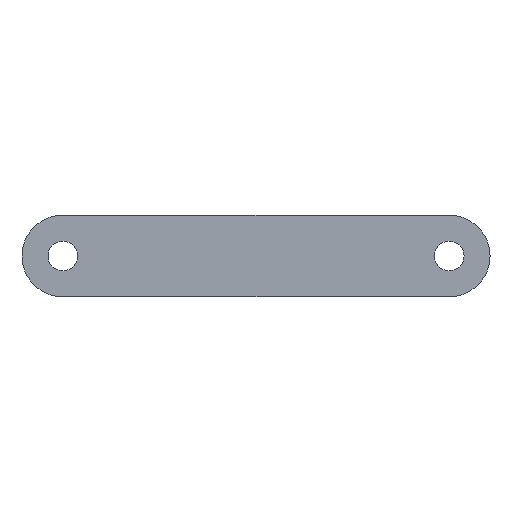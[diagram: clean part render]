
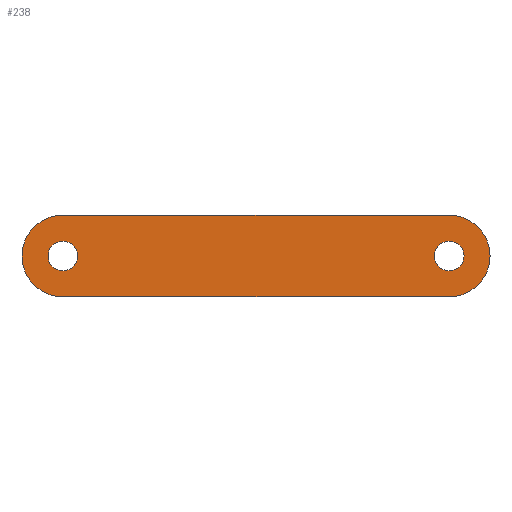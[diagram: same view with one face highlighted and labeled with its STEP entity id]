
A CAD part, top view. The second image highlights one B-rep face of the part: STEP entity #238.
In plain terms, the highlighted planar face has unit normal (0, 0, 1).
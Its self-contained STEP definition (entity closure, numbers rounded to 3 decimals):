
#1 = DIRECTION ( 'NONE',  ( 0., 0., 1. ) ) ;
#5 = CIRCLE ( 'NONE', #227, 2. ) ;
#7 = CARTESIAN_POINT ( 'NONE',  ( 52., 0., 1. ) ) ;
#10 = VERTEX_POINT ( 'NONE', #418 ) ;
#16 = CIRCLE ( 'NONE', #160, 2. ) ;
#20 = ORIENTED_EDGE ( 'NONE', *, *, #263, .F. ) ;
#29 = DIRECTION ( 'NONE',  ( 1., 0., 0. ) ) ;
#32 = ORIENTED_EDGE ( 'NONE', *, *, #346, .T. ) ;
#33 = DIRECTION ( 'NONE',  ( 1., 0., 0. ) ) ;
#56 = ORIENTED_EDGE ( 'NONE', *, *, #107, .F. ) ;
#64 = DIRECTION ( 'NONE',  ( 1., 0., 0. ) ) ;
#74 = EDGE_CURVE ( 'NONE', #219, #251, #416, .T. ) ;
#75 = CARTESIAN_POINT ( 'NONE',  ( 52., 0., 1. ) ) ;
#76 = FACE_BOUND ( 'NONE', #254, .T. ) ;
#86 = CARTESIAN_POINT ( 'NONE',  ( 0., 5.5, 1. ) ) ;
#98 = AXIS2_PLACEMENT_3D ( 'NONE', #424, #231, #29 ) ;
#102 = CIRCLE ( 'NONE', #188, 5.5 ) ;
#107 = EDGE_CURVE ( 'NONE', #337, #331, #5, .T. ) ;
#109 = CARTESIAN_POINT ( 'NONE',  ( 0., 0., 1. ) ) ;
#111 = DIRECTION ( 'NONE',  ( 1., 0., 0. ) ) ;
#121 = EDGE_LOOP ( 'NONE', ( #330, #186, #177, #32, #207 ) ) ;
#129 = DIRECTION ( 'NONE',  ( 1., 0., 0. ) ) ;
#134 = DIRECTION ( 'NONE',  ( 1., 0., 0. ) ) ;
#144 = CARTESIAN_POINT ( 'NONE',  ( 54., 0., 1. ) ) ;
#147 = VERTEX_POINT ( 'NONE', #327 ) ;
#159 = CIRCLE ( 'NONE', #197, 2. ) ;
#160 = AXIS2_PLACEMENT_3D ( 'NONE', #75, #373, #111 ) ;
#169 = EDGE_CURVE ( 'NONE', #359, #396, #403, .T. ) ;
#173 = CARTESIAN_POINT ( 'NONE',  ( 52., 5.5, 1. ) ) ;
#174 = EDGE_CURVE ( 'NONE', #396, #147, #423, .T. ) ;
#175 = PLANE ( 'NONE',  #314 ) ;
#177 = ORIENTED_EDGE ( 'NONE', *, *, #174, .T. ) ;
#186 = ORIENTED_EDGE ( 'NONE', *, *, #169, .T. ) ;
#188 = AXIS2_PLACEMENT_3D ( 'NONE', #246, #241, #304 ) ;
#190 = EDGE_CURVE ( 'NONE', #255, #10, #159, .T. ) ;
#192 = VECTOR ( 'NONE', #195, 1000. ) ;
#195 = DIRECTION ( 'NONE',  ( -1., 0., 0. ) ) ;
#197 = AXIS2_PLACEMENT_3D ( 'NONE', #326, #203, #134 ) ;
#203 = DIRECTION ( 'NONE',  ( 0., 0., 1. ) ) ;
#207 = ORIENTED_EDGE ( 'NONE', *, *, #74, .T. ) ;
#210 = ORIENTED_EDGE ( 'NONE', *, *, #190, .F. ) ;
#212 = CARTESIAN_POINT ( 'NONE',  ( 50., 0., 1. ) ) ;
#213 = DIRECTION ( 'NONE',  ( 1., 0., 0. ) ) ;
#219 = VERTEX_POINT ( 'NONE', #173 ) ;
#227 = AXIS2_PLACEMENT_3D ( 'NONE', #236, #1, #129 ) ;
#231 = DIRECTION ( 'NONE',  ( 0., 0., 1. ) ) ;
#232 = AXIS2_PLACEMENT_3D ( 'NONE', #7, #328, #306 ) ;
#236 = CARTESIAN_POINT ( 'NONE',  ( 52., 0., 1. ) ) ;
#238 = ADVANCED_FACE ( 'NONE', ( #357, #335, #76 ), #175, .T. ) ;
#239 = DIRECTION ( 'NONE',  ( 0., 0., 1. ) ) ;
#241 = DIRECTION ( 'NONE',  ( 0., 0., 1. ) ) ;
#246 = CARTESIAN_POINT ( 'NONE',  ( 0., 0., 1. ) ) ;
#251 = VERTEX_POINT ( 'NONE', #302 ) ;
#254 = EDGE_LOOP ( 'NONE', ( #405, #210 ) ) ;
#255 = VERTEX_POINT ( 'NONE', #361 ) ;
#263 = EDGE_CURVE ( 'NONE', #331, #337, #16, .T. ) ;
#265 = CARTESIAN_POINT ( 'NONE',  ( 52., -5.5, 1. ) ) ;
#273 = CIRCLE ( 'NONE', #421, 2. ) ;
#275 = EDGE_LOOP ( 'NONE', ( #20, #56 ) ) ;
#279 = EDGE_CURVE ( 'NONE', #251, #359, #102, .T. ) ;
#294 = VECTOR ( 'NONE', #64, 1000. ) ;
#302 = CARTESIAN_POINT ( 'NONE',  ( 0., 5.5, 1. ) ) ;
#304 = DIRECTION ( 'NONE',  ( 1., 0., 0. ) ) ;
#306 = DIRECTION ( 'NONE',  ( 1., 0., 0. ) ) ;
#310 = CARTESIAN_POINT ( 'NONE',  ( 0., -5.5, 1. ) ) ;
#314 = AXIS2_PLACEMENT_3D ( 'NONE', #368, #239, #33 ) ;
#326 = CARTESIAN_POINT ( 'NONE',  ( 0., 0., 1. ) ) ;
#327 = CARTESIAN_POINT ( 'NONE',  ( 52., -5.5, 1. ) ) ;
#328 = DIRECTION ( 'NONE',  ( 0., 0., 1. ) ) ;
#330 = ORIENTED_EDGE ( 'NONE', *, *, #279, .T. ) ;
#331 = VERTEX_POINT ( 'NONE', #212 ) ;
#335 = FACE_OUTER_BOUND ( 'NONE', #121, .T. ) ;
#337 = VERTEX_POINT ( 'NONE', #144 ) ;
#346 = EDGE_CURVE ( 'NONE', #147, #219, #355, .T. ) ;
#353 = EDGE_CURVE ( 'NONE', #10, #255, #273, .T. ) ;
#355 = CIRCLE ( 'NONE', #232, 5.5 ) ;
#357 = FACE_BOUND ( 'NONE', #275, .T. ) ;
#359 = VERTEX_POINT ( 'NONE', #377 ) ;
#361 = CARTESIAN_POINT ( 'NONE',  ( 2., 0., 1. ) ) ;
#368 = CARTESIAN_POINT ( 'NONE',  ( 0., 0., 1. ) ) ;
#373 = DIRECTION ( 'NONE',  ( 0., 0., 1. ) ) ;
#377 = CARTESIAN_POINT ( 'NONE',  ( -5.5, 0., 1. ) ) ;
#396 = VERTEX_POINT ( 'NONE', #310 ) ;
#401 = DIRECTION ( 'NONE',  ( 0., 0., 1. ) ) ;
#403 = CIRCLE ( 'NONE', #98, 5.5 ) ;
#405 = ORIENTED_EDGE ( 'NONE', *, *, #353, .F. ) ;
#416 = LINE ( 'NONE', #86, #192 ) ;
#418 = CARTESIAN_POINT ( 'NONE',  ( -2., 0., 1. ) ) ;
#421 = AXIS2_PLACEMENT_3D ( 'NONE', #109, #401, #213 ) ;
#423 = LINE ( 'NONE', #265, #294 ) ;
#424 = CARTESIAN_POINT ( 'NONE',  ( 0., 0., 1. ) ) ;
